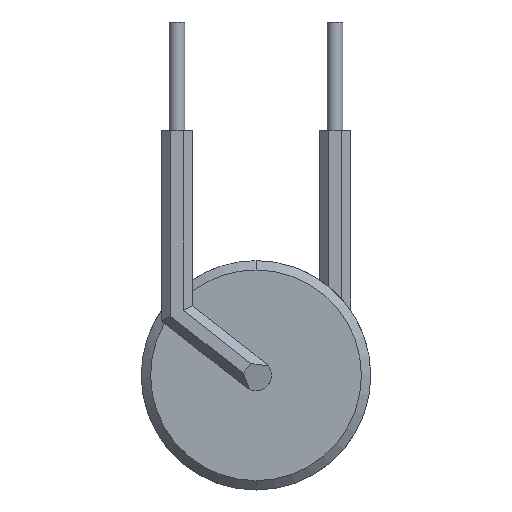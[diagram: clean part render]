
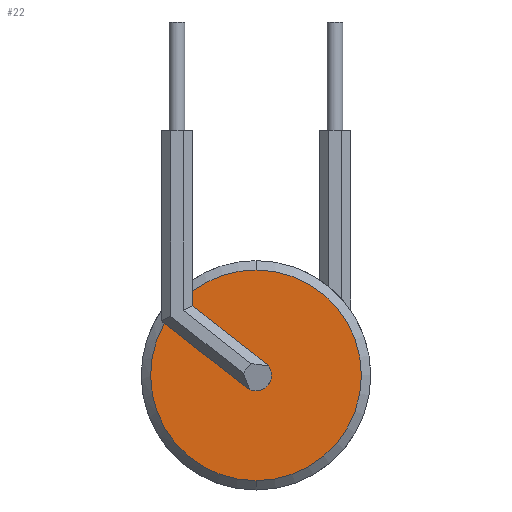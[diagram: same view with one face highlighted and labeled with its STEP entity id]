
A CAD part, front view. The second image highlights one B-rep face of the part: STEP entity #22.
In plain terms, the highlighted planar face has unit normal (0, -1, 0).
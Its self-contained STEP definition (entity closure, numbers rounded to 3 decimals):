
#22 = ADVANCED_FACE ( 'NONE', ( #1216 ), #1009, .F. ) ;
#57 = EDGE_LOOP ( 'NONE', ( #1344, #1343, #1352, #1351, #1350, #1349, #1348, #1356, #1355 ) ) ;
#178 = AXIS2_PLACEMENT_3D ( 'NONE', #599, #598, #597 ) ;
#195 = AXIS2_PLACEMENT_3D ( 'NONE', #714, #713, #711 ) ;
#200 = AXIS2_PLACEMENT_3D ( 'NONE', #579, #577, #574 ) ;
#201 = AXIS2_PLACEMENT_3D ( 'NONE', #735, #734, #733 ) ;
#202 = EDGE_CURVE ( 'NONE', #1371, #1438, #1165, .T. ) ;
#203 = EDGE_CURVE ( 'NONE', #1433, #1381, #1168, .T. ) ;
#206 = AXIS2_PLACEMENT_3D ( 'NONE', #741, #740, #738 ) ;
#216 = AXIS2_PLACEMENT_3D ( 'NONE', #862, #859, #858 ) ;
#257 = AXIS2_PLACEMENT_3D ( 'NONE', #1015, #1006, #1005 ) ;
#289 = EDGE_CURVE ( 'NONE', #1371, #1412, #380, .T. ) ;
#293 = EDGE_CURVE ( 'NONE', #1381, #1386, #1473, .T. ) ;
#296 = EDGE_CURVE ( 'NONE', #1386, #1418, #1477, .T. ) ;
#297 = EDGE_CURVE ( 'NONE', #1418, #1411, #1474, .T. ) ;
#322 = EDGE_CURVE ( 'NONE', #1413, #1433, #1162, .T. ) ;
#337 = EDGE_CURVE ( 'NONE', #1438, #1413, #1494, .T. ) ;
#364 = EDGE_CURVE ( 'NONE', #1411, #1412, #1527, .T. ) ;
#378 = VECTOR ( 'NONE', #764, 1000. ) ;
#380 = LINE ( 'NONE', #770, #378 ) ;
#471 = CARTESIAN_POINT ( 'NONE',  ( 0., 0., -3.4 ) ) ;
#476 = CARTESIAN_POINT ( 'NONE',  ( -2.05, 0., 2.712 ) ) ;
#495 = CARTESIAN_POINT ( 'NONE',  ( 0.393, 0., -0.309 ) ) ;
#503 = CARTESIAN_POINT ( 'NONE',  ( 0., 0., 3.4 ) ) ;
#505 = CARTESIAN_POINT ( 'NONE',  ( -0.309, 0., -0.393 ) ) ;
#506 = CARTESIAN_POINT ( 'NONE',  ( 0., 0., -0.5 ) ) ;
#538 = CARTESIAN_POINT ( 'NONE',  ( 0.309, 0., 0.393 ) ) ;
#543 = CARTESIAN_POINT ( 'NONE',  ( -2.05, 0., 2.243 ) ) ;
#553 = CARTESIAN_POINT ( 'NONE',  ( -2.955, 0., 1.682 ) ) ;
#574 = DIRECTION ( 'NONE',  ( 0., 0., 1. ) ) ;
#577 = DIRECTION ( 'NONE',  ( 0., -1., 0. ) ) ;
#579 = CARTESIAN_POINT ( 'NONE',  ( 0., 0., 0. ) ) ;
#597 = DIRECTION ( 'NONE',  ( 0., 0., 1. ) ) ;
#598 = DIRECTION ( 'NONE',  ( 0., 1., 0. ) ) ;
#599 = CARTESIAN_POINT ( 'NONE',  ( 0., 0., 0. ) ) ;
#711 = DIRECTION ( 'NONE',  ( 0., 0., 1. ) ) ;
#713 = DIRECTION ( 'NONE',  ( 0., -1., 0. ) ) ;
#714 = CARTESIAN_POINT ( 'NONE',  ( 0., 0., 0. ) ) ;
#733 = DIRECTION ( 'NONE',  ( 0., 0., 1. ) ) ;
#734 = DIRECTION ( 'NONE',  ( 0., 1., 0. ) ) ;
#735 = CARTESIAN_POINT ( 'NONE',  ( 0., 0., 0. ) ) ;
#738 = DIRECTION ( 'NONE',  ( 0., 0., 1. ) ) ;
#740 = DIRECTION ( 'NONE',  ( 0., 1., 0. ) ) ;
#741 = CARTESIAN_POINT ( 'NONE',  ( 0., 0., 0. ) ) ;
#755 = DIRECTION ( 'NONE',  ( 0.787, 0., -0.617 ) ) ;
#764 = DIRECTION ( 'NONE',  ( 0.787, 0., -0.617 ) ) ;
#770 = CARTESIAN_POINT ( 'NONE',  ( -0.309, 0., -0.393 ) ) ;
#771 = CARTESIAN_POINT ( 'NONE',  ( 0.309, 0., 0.393 ) ) ;
#858 = DIRECTION ( 'NONE',  ( 0., 0., 1. ) ) ;
#859 = DIRECTION ( 'NONE',  ( 0., -1., 0. ) ) ;
#862 = CARTESIAN_POINT ( 'NONE',  ( 0., 0., 0. ) ) ;
#863 = CARTESIAN_POINT ( 'NONE',  ( -2.05, 0., 0. ) ) ;
#870 = DIRECTION ( 'NONE',  ( 0., 0., -1. ) ) ;
#1005 = DIRECTION ( 'NONE',  ( 0., 0., 1. ) ) ;
#1006 = DIRECTION ( 'NONE',  ( 0., 1., 0. ) ) ;
#1009 = PLANE ( 'NONE',  #257 ) ;
#1015 = CARTESIAN_POINT ( 'NONE',  ( 0., 0., 0. ) ) ;
#1162 = CIRCLE ( 'NONE', #200, 3.4 ) ;
#1163 = VECTOR ( 'NONE', #870, 1000. ) ;
#1165 = CIRCLE ( 'NONE', #216, 3.4 ) ;
#1168 = LINE ( 'NONE', #863, #1163 ) ;
#1216 = FACE_OUTER_BOUND ( 'NONE', #57, .T. ) ;
#1343 = ORIENTED_EDGE ( 'NONE', *, *, #202, .T. ) ;
#1344 = ORIENTED_EDGE ( 'NONE', *, *, #289, .F. ) ;
#1348 = ORIENTED_EDGE ( 'NONE', *, *, #296, .T. ) ;
#1349 = ORIENTED_EDGE ( 'NONE', *, *, #293, .T. ) ;
#1350 = ORIENTED_EDGE ( 'NONE', *, *, #203, .T. ) ;
#1351 = ORIENTED_EDGE ( 'NONE', *, *, #322, .T. ) ;
#1352 = ORIENTED_EDGE ( 'NONE', *, *, #337, .T. ) ;
#1355 = ORIENTED_EDGE ( 'NONE', *, *, #364, .T. ) ;
#1356 = ORIENTED_EDGE ( 'NONE', *, *, #297, .T. ) ;
#1371 = VERTEX_POINT ( 'NONE', #553 ) ;
#1381 = VERTEX_POINT ( 'NONE', #543 ) ;
#1386 = VERTEX_POINT ( 'NONE', #538 ) ;
#1411 = VERTEX_POINT ( 'NONE', #506 ) ;
#1412 = VERTEX_POINT ( 'NONE', #505 ) ;
#1413 = VERTEX_POINT ( 'NONE', #503 ) ;
#1418 = VERTEX_POINT ( 'NONE', #495 ) ;
#1433 = VERTEX_POINT ( 'NONE', #476 ) ;
#1438 = VERTEX_POINT ( 'NONE', #471 ) ;
#1472 = VECTOR ( 'NONE', #755, 1000. ) ;
#1473 = LINE ( 'NONE', #771, #1472 ) ;
#1474 = CIRCLE ( 'NONE', #201, 0.5 ) ;
#1477 = CIRCLE ( 'NONE', #206, 0.5 ) ;
#1494 = CIRCLE ( 'NONE', #195, 3.4 ) ;
#1527 = CIRCLE ( 'NONE', #178, 0.5 ) ;
